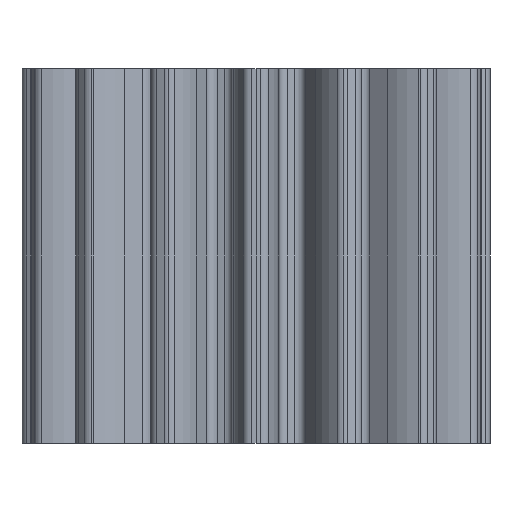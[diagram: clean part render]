
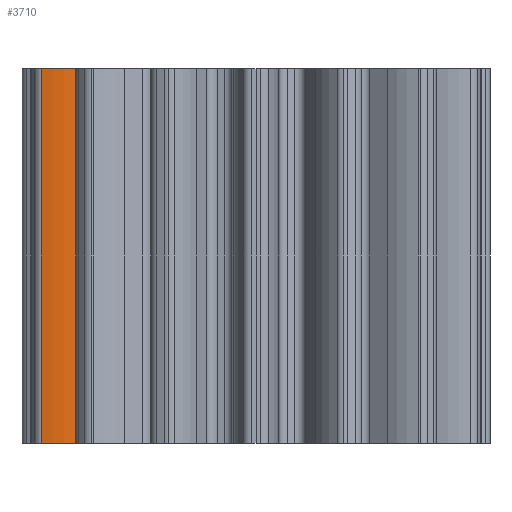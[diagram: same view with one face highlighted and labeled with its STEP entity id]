
A CAD part, left-side view. The second image highlights one B-rep face of the part: STEP entity #3710.
In plain terms, the highlighted free-form (B-spline) face has degree [3, 1] with [5, 2] control points.
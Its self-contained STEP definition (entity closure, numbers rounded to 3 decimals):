
#245 = FACE_OUTER_BOUND ( 'NONE', #1788, .T. ) ;
#565 = CARTESIAN_POINT ( 'NONE',  ( -0.888, 2.289, 4. ) ) ;
#566 = CARTESIAN_POINT ( 'NONE',  ( -0.888, 2.289, 0. ) ) ;
#656 = CARTESIAN_POINT ( 'NONE',  ( -0.875, 1.925, 0. ) ) ;
#657 = CARTESIAN_POINT ( 'NONE',  ( -0.875, 1.925, 4. ) ) ;
#1610 = LINE ( 'NONE', #1611, #4385 ) ;
#1611 = CARTESIAN_POINT ( 'NONE',  ( -0.888, 2.289, 4. ) ) ;
#1612 = DIRECTION ( 'NONE',  ( 0., 0., -1. ) ) ;
#1788 = EDGE_LOOP ( 'NONE', ( #2704, #2706, #2705, #2707 ) ) ;
#1910 = VERTEX_POINT ( 'NONE', #565 ) ;
#1911 = VERTEX_POINT ( 'NONE', #566 ) ;
#2073 = VERTEX_POINT ( 'NONE', #656 ) ;
#2074 = VERTEX_POINT ( 'NONE', #657 ) ;
#2704 = ORIENTED_EDGE ( 'NONE', *, *, #3414, .T. ) ;
#2705 = ORIENTED_EDGE ( 'NONE', *, *, #3415, .F. ) ;
#2706 = ORIENTED_EDGE ( 'NONE', *, *, #3413, .F. ) ;
#2707 = ORIENTED_EDGE ( 'NONE', *, *, #3410, .T. ) ;
#3410 = EDGE_CURVE ( 'NONE', #1910, #1911, #1610, .T. ) ;
#3413 = EDGE_CURVE ( 'NONE', #2074, #2073, #4758, .T. ) ;
#3414 = EDGE_CURVE ( 'NONE', #1911, #2073, #4004, .T. ) ;
#3415 = EDGE_CURVE ( 'NONE', #1910, #2074, #4003, .T. ) ;
#3710 = ADVANCED_FACE ( 'NONE', ( #245 ), #4191, .F. ) ;
#4003 = B_SPLINE_CURVE_WITH_KNOTS ( 'NONE', 3,
 ( #4765, #4766, #4767, #4768, #4769 ),
 .UNSPECIFIED., .F., .F.,
 ( 4, 1, 4 ),
 ( 0., 7.504, 16.849 ),
 .UNSPECIFIED. ) ;
#4004 = B_SPLINE_CURVE_WITH_KNOTS ( 'NONE', 3,
 ( #4757, #4761, #4762, #4763, #4764 ),
 .UNSPECIFIED., .F., .F.,
 ( 4, 1, 4 ),
 ( 0., 7.504, 16.849 ),
 .UNSPECIFIED. ) ;
#4191 = B_SPLINE_SURFACE_WITH_KNOTS ( 'NONE', 3, 1, ( 
 ( #5832, #5833 ),
 ( #5834, #5835 ),
 ( #5836, #5837 ),
 ( #5838, #5839 ),
 ( #5840, #5841 ) ),
 .UNSPECIFIED., .F., .F., .F.,
 ( 4, 1, 4 ),
 ( 2, 2 ),
 ( 0., 7.504, 16.849 ),
 ( 0., 1. ),
 .UNSPECIFIED. ) ;
#4383 = VECTOR ( 'NONE', #4760, 1000. ) ;
#4385 = VECTOR ( 'NONE', #1612, 1000. ) ;
#4757 = CARTESIAN_POINT ( 'NONE',  ( -0.888, 2.289, 0. ) ) ;
#4758 = LINE ( 'NONE', #4759, #4383 ) ;
#4759 = CARTESIAN_POINT ( 'NONE',  ( -0.875, 1.925, 4. ) ) ;
#4760 = DIRECTION ( 'NONE',  ( 0., 0., -1. ) ) ;
#4761 = CARTESIAN_POINT ( 'NONE',  ( -0.898, 2.236, 0. ) ) ;
#4762 = CARTESIAN_POINT ( 'NONE',  ( -0.908, 2.113, 0. ) ) ;
#4763 = CARTESIAN_POINT ( 'NONE',  ( -0.891, 1.991, 0. ) ) ;
#4764 = CARTESIAN_POINT ( 'NONE',  ( -0.875, 1.925, 0. ) ) ;
#4765 = CARTESIAN_POINT ( 'NONE',  ( -0.888, 2.289, 4. ) ) ;
#4766 = CARTESIAN_POINT ( 'NONE',  ( -0.898, 2.236, 4. ) ) ;
#4767 = CARTESIAN_POINT ( 'NONE',  ( -0.908, 2.113, 4. ) ) ;
#4768 = CARTESIAN_POINT ( 'NONE',  ( -0.891, 1.991, 4. ) ) ;
#4769 = CARTESIAN_POINT ( 'NONE',  ( -0.875, 1.925, 4. ) ) ;
#5832 = CARTESIAN_POINT ( 'NONE',  ( -0.888, 2.289, 4. ) ) ;
#5833 = CARTESIAN_POINT ( 'NONE',  ( -0.888, 2.289, 0. ) ) ;
#5834 = CARTESIAN_POINT ( 'NONE',  ( -0.898, 2.236, 4. ) ) ;
#5835 = CARTESIAN_POINT ( 'NONE',  ( -0.898, 2.236, 0. ) ) ;
#5836 = CARTESIAN_POINT ( 'NONE',  ( -0.908, 2.113, 4. ) ) ;
#5837 = CARTESIAN_POINT ( 'NONE',  ( -0.908, 2.113, 0. ) ) ;
#5838 = CARTESIAN_POINT ( 'NONE',  ( -0.891, 1.991, 4. ) ) ;
#5839 = CARTESIAN_POINT ( 'NONE',  ( -0.891, 1.991, 0. ) ) ;
#5840 = CARTESIAN_POINT ( 'NONE',  ( -0.875, 1.925, 4. ) ) ;
#5841 = CARTESIAN_POINT ( 'NONE',  ( -0.875, 1.925, 0. ) ) ;
